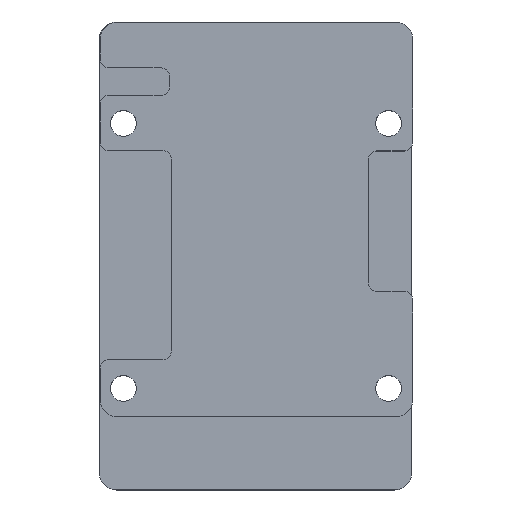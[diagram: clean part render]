
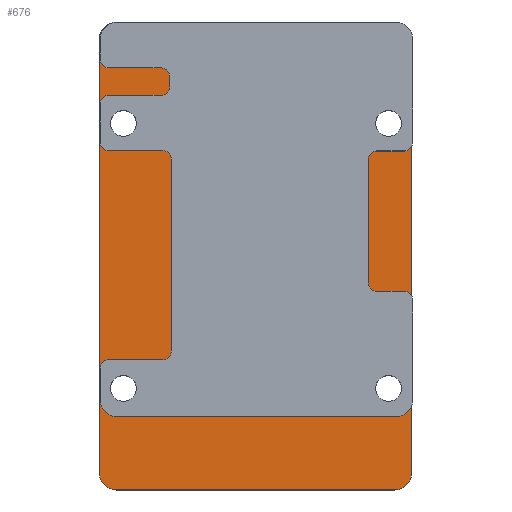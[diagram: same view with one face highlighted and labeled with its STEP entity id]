
A CAD part, top view. The second image highlights one B-rep face of the part: STEP entity #676.
In plain terms, the highlighted planar face has unit normal (0, 0, 1).
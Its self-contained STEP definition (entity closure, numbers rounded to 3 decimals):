
#3 = ORIENTED_EDGE ( 'NONE', *, *, #594, .F. ) ;
#13 = CARTESIAN_POINT ( 'NONE',  ( 53.708, 54., 0.8 ) ) ;
#16 = VERTEX_POINT ( 'NONE', #585 ) ;
#26 = CIRCLE ( 'NONE', #875, 2. ) ;
#110 = CIRCLE ( 'NONE', #646, 1.5 ) ;
#114 = CIRCLE ( 'NONE', #2288, 2. ) ;
#145 = EDGE_CURVE ( 'NONE', #292, #1594, #1663, .T. ) ;
#151 = ORIENTED_EDGE ( 'NONE', *, *, #1094, .F. ) ;
#178 = CARTESIAN_POINT ( 'NONE',  ( 85.108, 42.3, 0.8 ) ) ;
#193 = LINE ( 'NONE', #960, #2129 ) ;
#208 = EDGE_CURVE ( 'NONE', #2351, #16, #2169, .T. ) ;
#229 = DIRECTION ( 'NONE',  ( 0., 0., 1. ) ) ;
#234 = CARTESIAN_POINT ( 'NONE',  ( 86.608, 11.7, 0.8 ) ) ;
#292 = VERTEX_POINT ( 'NONE', #234 ) ;
#317 = EDGE_CURVE ( 'NONE', #670, #2223, #3161, .T. ) ;
#379 = VECTOR ( 'NONE', #510, 1000. ) ;
#433 = EDGE_CURVE ( 'NONE', #668, #2054, #2539, .T. ) ;
#436 = DIRECTION ( 'NONE',  ( 0., 0., 1. ) ) ;
#449 = ORIENTED_EDGE ( 'NONE', *, *, #1540, .T. ) ;
#459 = EDGE_CURVE ( 'NONE', #795, #716, #2850, .T. ) ;
#460 = ORIENTED_EDGE ( 'NONE', *, *, #145, .F. ) ;
#461 = VERTEX_POINT ( 'NONE', #1591 ) ;
#469 = CARTESIAN_POINT ( 'NONE',  ( 87.808, 2., 0.8 ) ) ;
#471 = ORIENTED_EDGE ( 'NONE', *, *, #809, .F. ) ;
#487 = DIRECTION ( 'NONE',  ( 0., 0., 1. ) ) ;
#510 = DIRECTION ( 'NONE',  ( 1., 0., 0. ) ) ;
#554 = AXIS2_PLACEMENT_3D ( 'NONE', #1918, #229, #2522 ) ;
#565 = ORIENTED_EDGE ( 'NONE', *, *, #2456, .T. ) ;
#569 = CARTESIAN_POINT ( 'NONE',  ( 85.808, 54., 0.8 ) ) ;
#585 = CARTESIAN_POINT ( 'NONE',  ( 87.808, 52., 0.8 ) ) ;
#594 = EDGE_CURVE ( 'NONE', #716, #795, #603, .T. ) ;
#602 = CIRCLE ( 'NONE', #1013, 2. ) ;
#603 = CIRCLE ( 'NONE', #2188, 1.5 ) ;
#615 = VERTEX_POINT ( 'NONE', #2622 ) ;
#646 = AXIS2_PLACEMENT_3D ( 'NONE', #1136, #1871, #2344 ) ;
#662 = FACE_BOUND ( 'NONE', #2685, .T. ) ;
#668 = VERTEX_POINT ( 'NONE', #921 ) ;
#670 = VERTEX_POINT ( 'NONE', #1886 ) ;
#676 = ADVANCED_FACE ( 'NONE', ( #1656, #2872, #662, #2636, #1671 ), #3160, .T. ) ;
#716 = VERTEX_POINT ( 'NONE', #2712 ) ;
#720 = ORIENTED_EDGE ( 'NONE', *, *, #317, .F. ) ;
#795 = VERTEX_POINT ( 'NONE', #3043 ) ;
#809 = EDGE_CURVE ( 'NONE', #2054, #668, #110, .T. ) ;
#812 = ORIENTED_EDGE ( 'NONE', *, *, #2180, .T. ) ;
#848 = EDGE_LOOP ( 'NONE', ( #565, #1898, #2332, #812, #3188, #2350, #449, #1286 ) ) ;
#875 = AXIS2_PLACEMENT_3D ( 'NONE', #3008, #1785, #2791 ) ;
#908 = DIRECTION ( 'NONE',  ( 1., 0., 0. ) ) ;
#921 = CARTESIAN_POINT ( 'NONE',  ( 56.008, 11.7, 0.8 ) ) ;
#960 = CARTESIAN_POINT ( 'NONE',  ( 51.708, 52., 0.8 ) ) ;
#982 = DIRECTION ( 'NONE',  ( 1., 0., 0. ) ) ;
#1013 = AXIS2_PLACEMENT_3D ( 'NONE', #2853, #436, #2660 ) ;
#1019 = LINE ( 'NONE', #2489, #379 ) ;
#1037 = CARTESIAN_POINT ( 'NONE',  ( 85.808, 54., 0.8 ) ) ;
#1086 = DIRECTION ( 'NONE',  ( 1., 0., 0. ) ) ;
#1094 = EDGE_CURVE ( 'NONE', #1594, #292, #3119, .T. ) ;
#1118 = CARTESIAN_POINT ( 'NONE',  ( 54.508, 42.3, 0.8 ) ) ;
#1129 = EDGE_LOOP ( 'NONE', ( #720, #1353 ) ) ;
#1136 = CARTESIAN_POINT ( 'NONE',  ( 54.508, 11.7, 0.8 ) ) ;
#1148 = DIRECTION ( 'NONE',  ( 1., 0., 0. ) ) ;
#1176 = VERTEX_POINT ( 'NONE', #2734 ) ;
#1193 = VERTEX_POINT ( 'NONE', #13 ) ;
#1201 = DIRECTION ( 'NONE',  ( 0., 0., 1. ) ) ;
#1286 = ORIENTED_EDGE ( 'NONE', *, *, #1595, .T. ) ;
#1296 = DIRECTION ( 'NONE',  ( 0., 0., 1. ) ) ;
#1353 = ORIENTED_EDGE ( 'NONE', *, *, #2882, .F. ) ;
#1389 = DIRECTION ( 'NONE',  ( 0., 0., 1. ) ) ;
#1395 = ORIENTED_EDGE ( 'NONE', *, *, #459, .F. ) ;
#1410 = AXIS2_PLACEMENT_3D ( 'NONE', #2987, #487, #1469 ) ;
#1428 = CARTESIAN_POINT ( 'NONE',  ( 53.008, 11.7, 0.8 ) ) ;
#1434 = AXIS2_PLACEMENT_3D ( 'NONE', #178, #1201, #982 ) ;
#1469 = DIRECTION ( 'NONE',  ( 1., 0., 0. ) ) ;
#1474 = DIRECTION ( 'NONE',  ( 0., 0., 1. ) ) ;
#1500 = EDGE_CURVE ( 'NONE', #1193, #461, #114, .T. ) ;
#1513 = CARTESIAN_POINT ( 'NONE',  ( 83.608, 11.7, 0.8 ) ) ;
#1532 = DIRECTION ( 'NONE',  ( -1., 0., 0. ) ) ;
#1540 = EDGE_CURVE ( 'NONE', #1176, #615, #602, .T. ) ;
#1548 = EDGE_LOOP ( 'NONE', ( #471, #2789 ) ) ;
#1551 = VERTEX_POINT ( 'NONE', #2715 ) ;
#1591 = CARTESIAN_POINT ( 'NONE',  ( 51.708, 52., 0.8 ) ) ;
#1594 = VERTEX_POINT ( 'NONE', #1513 ) ;
#1595 = EDGE_CURVE ( 'NONE', #615, #1551, #1019, .T. ) ;
#1656 = FACE_BOUND ( 'NONE', #1548, .T. ) ;
#1663 = CIRCLE ( 'NONE', #2485, 1.5 ) ;
#1671 = FACE_OUTER_BOUND ( 'NONE', #848, .T. ) ;
#1690 = CARTESIAN_POINT ( 'NONE',  ( 86.608, 42.3, 0.8 ) ) ;
#1728 = AXIS2_PLACEMENT_3D ( 'NONE', #3018, #1474, #2254 ) ;
#1785 = DIRECTION ( 'NONE',  ( 0., 0., 1. ) ) ;
#1789 = LINE ( 'NONE', #1037, #3038 ) ;
#1807 = VERTEX_POINT ( 'NONE', #569 ) ;
#1871 = DIRECTION ( 'NONE',  ( 0., 0., 1. ) ) ;
#1886 = CARTESIAN_POINT ( 'NONE',  ( 83.608, 42.3, 0.8 ) ) ;
#1898 = ORIENTED_EDGE ( 'NONE', *, *, #208, .T. ) ;
#1907 = AXIS2_PLACEMENT_3D ( 'NONE', #2564, #2825, #1086 ) ;
#1910 = CARTESIAN_POINT ( 'NONE',  ( 85.808, 52., 0.8 ) ) ;
#1918 = CARTESIAN_POINT ( 'NONE',  ( 85.808, 2., 0.8 ) ) ;
#1924 = DIRECTION ( 'NONE',  ( 0., 0., 1. ) ) ;
#1973 = CARTESIAN_POINT ( 'NONE',  ( 85.108, 42.3, 0.8 ) ) ;
#2005 = DIRECTION ( 'NONE',  ( 1., 0., 0. ) ) ;
#2054 = VERTEX_POINT ( 'NONE', #1428 ) ;
#2086 = DIRECTION ( 'NONE',  ( 0., 0., 1. ) ) ;
#2129 = VECTOR ( 'NONE', #2929, 1000. ) ;
#2168 = CARTESIAN_POINT ( 'NONE',  ( 53.708, 52., 0.8 ) ) ;
#2169 = LINE ( 'NONE', #469, #2700 ) ;
#2180 = EDGE_CURVE ( 'NONE', #1807, #1193, #1789, .T. ) ;
#2188 = AXIS2_PLACEMENT_3D ( 'NONE', #1118, #2086, #3083 ) ;
#2223 = VERTEX_POINT ( 'NONE', #1690 ) ;
#2254 = DIRECTION ( 'NONE',  ( 1., 0., 0. ) ) ;
#2288 = AXIS2_PLACEMENT_3D ( 'NONE', #2168, #1389, #2903 ) ;
#2332 = ORIENTED_EDGE ( 'NONE', *, *, #3096, .T. ) ;
#2344 = DIRECTION ( 'NONE',  ( 1., 0., 0. ) ) ;
#2350 = ORIENTED_EDGE ( 'NONE', *, *, #3148, .T. ) ;
#2351 = VERTEX_POINT ( 'NONE', #2574 ) ;
#2372 = AXIS2_PLACEMENT_3D ( 'NONE', #1973, #1296, #2005 ) ;
#2375 = CARTESIAN_POINT ( 'NONE',  ( 85.108, 11.7, 0.8 ) ) ;
#2413 = DIRECTION ( 'NONE',  ( 0., 1., 0. ) ) ;
#2432 = AXIS2_PLACEMENT_3D ( 'NONE', #1910, #2910, #1148 ) ;
#2448 = CIRCLE ( 'NONE', #1434, 1.5 ) ;
#2456 = EDGE_CURVE ( 'NONE', #1551, #2351, #26, .T. ) ;
#2485 = AXIS2_PLACEMENT_3D ( 'NONE', #2375, #1924, #908 ) ;
#2489 = CARTESIAN_POINT ( 'NONE',  ( 53.708, 0., 0.8 ) ) ;
#2522 = DIRECTION ( 'NONE',  ( 1., 0., 0. ) ) ;
#2539 = CIRCLE ( 'NONE', #1410, 1.5 ) ;
#2564 = CARTESIAN_POINT ( 'NONE',  ( 54.508, 42.3, 0.8 ) ) ;
#2574 = CARTESIAN_POINT ( 'NONE',  ( 87.808, 2., 0.8 ) ) ;
#2622 = CARTESIAN_POINT ( 'NONE',  ( 53.708, 0., 0.8 ) ) ;
#2636 = FACE_BOUND ( 'NONE', #2652, .T. ) ;
#2652 = EDGE_LOOP ( 'NONE', ( #3, #1395 ) ) ;
#2660 = DIRECTION ( 'NONE',  ( 1., 0., 0. ) ) ;
#2685 = EDGE_LOOP ( 'NONE', ( #151, #460 ) ) ;
#2700 = VECTOR ( 'NONE', #2413, 1000. ) ;
#2712 = CARTESIAN_POINT ( 'NONE',  ( 53.008, 42.3, 0.8 ) ) ;
#2715 = CARTESIAN_POINT ( 'NONE',  ( 85.808, 0., 0.8 ) ) ;
#2734 = CARTESIAN_POINT ( 'NONE',  ( 51.708, 2., 0.8 ) ) ;
#2789 = ORIENTED_EDGE ( 'NONE', *, *, #433, .F. ) ;
#2791 = DIRECTION ( 'NONE',  ( 1., 0., 0. ) ) ;
#2825 = DIRECTION ( 'NONE',  ( 0., 0., 1. ) ) ;
#2850 = CIRCLE ( 'NONE', #1907, 1.5 ) ;
#2853 = CARTESIAN_POINT ( 'NONE',  ( 53.708, 2., 0.8 ) ) ;
#2872 = FACE_BOUND ( 'NONE', #1129, .T. ) ;
#2882 = EDGE_CURVE ( 'NONE', #2223, #670, #2448, .T. ) ;
#2903 = DIRECTION ( 'NONE',  ( 1., 0., 0. ) ) ;
#2910 = DIRECTION ( 'NONE',  ( 0., 0., 1. ) ) ;
#2929 = DIRECTION ( 'NONE',  ( 0., -1., 0. ) ) ;
#2987 = CARTESIAN_POINT ( 'NONE',  ( 54.508, 11.7, 0.8 ) ) ;
#3008 = CARTESIAN_POINT ( 'NONE',  ( 85.808, 2., 0.8 ) ) ;
#3018 = CARTESIAN_POINT ( 'NONE',  ( 85.108, 11.7, 0.8 ) ) ;
#3038 = VECTOR ( 'NONE', #1532, 1000. ) ;
#3043 = CARTESIAN_POINT ( 'NONE',  ( 56.008, 42.3, 0.8 ) ) ;
#3064 = CIRCLE ( 'NONE', #2432, 2. ) ;
#3083 = DIRECTION ( 'NONE',  ( 1., 0., 0. ) ) ;
#3096 = EDGE_CURVE ( 'NONE', #16, #1807, #3064, .T. ) ;
#3119 = CIRCLE ( 'NONE', #1728, 1.5 ) ;
#3148 = EDGE_CURVE ( 'NONE', #461, #1176, #193, .T. ) ;
#3160 = PLANE ( 'NONE',  #554 ) ;
#3161 = CIRCLE ( 'NONE', #2372, 1.5 ) ;
#3188 = ORIENTED_EDGE ( 'NONE', *, *, #1500, .T. ) ;
